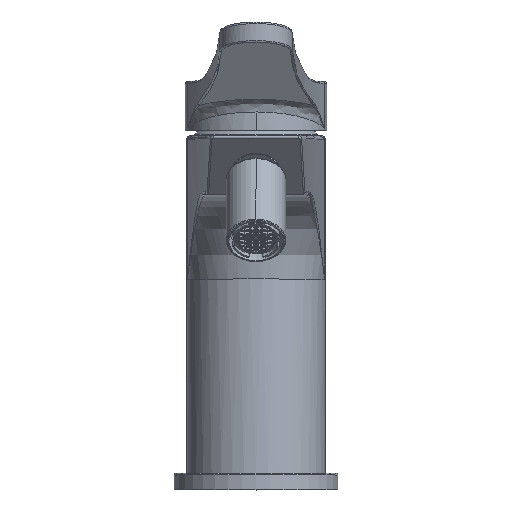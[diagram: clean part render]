
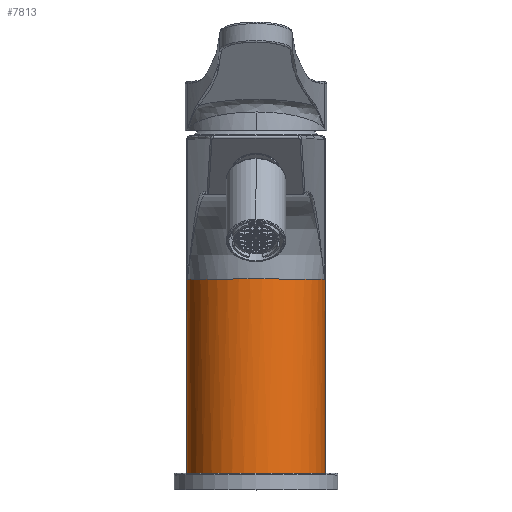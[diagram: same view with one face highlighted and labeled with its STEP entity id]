
A CAD part, top view. The second image highlights one B-rep face of the part: STEP entity #7813.
In plain terms, the highlighted cylindrical face has radius 21 mm (diameter 42 mm), a partial arc.
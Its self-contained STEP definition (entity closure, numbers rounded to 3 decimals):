
#21=CARTESIAN_POINT('',(0.,137.,0.));
#22=DIRECTION('',(0.,-1.,0.));
#23=DIRECTION('',(-1.,0.,0.));
#24=AXIS2_PLACEMENT_3D('',#21,#22,#23);
#1203=CARTESIAN_POINT('',(-20.826,137.,2.696));
#1299=DIRECTION('',(0.,-1.,0.));
#1300=VECTOR('',#1299,42.5);
#1301=CARTESIAN_POINT('',(20.826,137.,2.696));
#1302=LINE('',#1301,#1300);
#1444=CARTESIAN_POINT('',(-20.826,94.5,2.696));
#1446=DIRECTION('',(0.,1.,0.));
#1447=VECTOR('',#1446,42.5);
#1448=CARTESIAN_POINT('',(-20.826,94.5,2.696));
#1449=LINE('',#1448,#1447);
#2544=CARTESIAN_POINT('',(0.,35.5,0.));
#2545=DIRECTION('',(0.,1.,0.));
#2546=DIRECTION('',(-1.,0.,0.));
#2547=AXIS2_PLACEMENT_3D('',#2544,#2545,#2546);
#2549=DIRECTION('',(0.,1.,0.));
#2550=VECTOR('',#2549,101.5);
#2551=CARTESIAN_POINT('',(-21.,35.5,0.));
#2552=LINE('',#2551,#2550);
#2553=DIRECTION('',(0.,1.,0.));
#2554=VECTOR('',#2553,0.2);
#2555=CARTESIAN_POINT('',(0.,137.,-21.));
#2556=LINE('',#2555,#2554);
#2557=CARTESIAN_POINT('',(0.,137.2,0.));
#2558=DIRECTION('',(0.,-1.,0.));
#2559=DIRECTION('',(-0.987,0.,0.158));
#2560=AXIS2_PLACEMENT_3D('',#2557,#2558,#2559);
#2562=CARTESIAN_POINT('',(-20.826,137.,2.696));
#2563=CARTESIAN_POINT('',(-20.813,137.034,2.8));
#2564=CARTESIAN_POINT('',(-20.784,137.1,3.008));
#2565=CARTESIAN_POINT('',(-20.753,137.167,3.214));
#2566=CARTESIAN_POINT('',(-20.736,137.2,3.317));
#2568=CARTESIAN_POINT('',(0.,94.5,0.));
#2569=DIRECTION('',(0.,1.,0.));
#2570=DIRECTION('',(-0.992,0.,0.128));
#2571=AXIS2_PLACEMENT_3D('',#2568,#2569,#2570);
#2573=CARTESIAN_POINT('',(0.,137.,0.));
#2574=DIRECTION('',(0.,-1.,0.));
#2575=DIRECTION('',(1.,0.,0.));
#2576=AXIS2_PLACEMENT_3D('',#2573,#2574,#2575);
#2578=DIRECTION('',(0.,1.,0.));
#2579=VECTOR('',#2578,101.5);
#2580=CARTESIAN_POINT('',(21.,35.5,0.));
#2581=LINE('',#2580,#2579);
#2692=CARTESIAN_POINT('',(-21.,137.,0.));
#2693=CARTESIAN_POINT('',(0.,137.,-21.));
#2694=VERTEX_POINT('',#2692);
#2695=VERTEX_POINT('',#2693);
#2786=VERTEX_POINT('',#1444);
#2788=CARTESIAN_POINT('',(20.826,94.5,2.696));
#2789=VERTEX_POINT('',#2788);
#2812=VERTEX_POINT('',#1203);
#2814=CARTESIAN_POINT('',(21.,137.,0.));
#2815=CARTESIAN_POINT('',(20.826,137.,2.696));
#2816=VERTEX_POINT('',#2814);
#2817=VERTEX_POINT('',#2815);
#2882=CARTESIAN_POINT('',(0.,137.2,-21.));
#2884=VERTEX_POINT('',#2882);
#2886=CARTESIAN_POINT('',(-20.736,137.2,3.317));
#2887=VERTEX_POINT('',#2886);
#3045=CARTESIAN_POINT('',(21.,35.5,0.));
#3046=CARTESIAN_POINT('',(-21.,35.5,0.));
#3047=VERTEX_POINT('',#3045);
#3048=VERTEX_POINT('',#3046);
#7795=CARTESIAN_POINT('',(0.,-6.9,0.));
#7796=DIRECTION('',(0.,1.,0.));
#7797=DIRECTION('',(1.,0.,0.));
#7798=AXIS2_PLACEMENT_3D('',#7795,#7796,#7797);
#7799=CYLINDRICAL_SURFACE('',#7798,21.);
#7800=ORIENTED_EDGE('',*,*,#3079,.F.);
#7801=ORIENTED_EDGE('',*,*,#3068,.T.);
#7802=ORIENTED_EDGE('',*,*,#3066,.T.);
#7803=ORIENTED_EDGE('',*,*,#3064,.T.);
#7804=ORIENTED_EDGE('',*,*,#4823,.F.);
#7805=ORIENTED_EDGE('',*,*,#4919,.F.);
#7806=ORIENTED_EDGE('',*,*,#5857,.F.);
#7807=ORIENTED_EDGE('',*,*,#5741,.T.);
#7808=ORIENTED_EDGE('',*,*,#5483,.F.);
#7809=ORIENTED_EDGE('',*,*,#3058,.F.);
#7810=ORIENTED_EDGE('',*,*,#3056,.F.);
#7811=EDGE_LOOP('',(#7800,#7801,#7802,#7803,#7804,#7805,#7806,#7807,#7808,#7809,
#7810));
#7812=FACE_OUTER_BOUND('',#7811,.F.);
#7813=ADVANCED_FACE('',(#7812),#7799,.T.);
#25=CIRCLE('',#24,21.);
#2548=CIRCLE('',#2547,21.);
#2561=CIRCLE('',#2560,21.);
#2567=B_SPLINE_CURVE_WITH_KNOTS('',3,(#2562,#2563,#2564,#2565,#2566),
.UNSPECIFIED.,.F.,.F.,(4,1,4),(0.,0.5,1.),.UNSPECIFIED.);
#2572=CIRCLE('',#2571,21.);
#2577=CIRCLE('',#2576,21.);
#3056=EDGE_CURVE('',#3047,#2816,#2581,.T.);
#3058=EDGE_CURVE('',#2816,#2817,#2577,.T.);
#3064=EDGE_CURVE('',#2695,#2884,#2556,.T.);
#3066=EDGE_CURVE('',#2694,#2695,#25,.T.);
#3068=EDGE_CURVE('',#3048,#2694,#2552,.T.);
#3079=EDGE_CURVE('',#3048,#3047,#2548,.T.);
#4823=EDGE_CURVE('',#2887,#2884,#2561,.T.);
#4919=EDGE_CURVE('',#2812,#2887,#2567,.T.);
#5483=EDGE_CURVE('',#2817,#2789,#1302,.T.);
#5741=EDGE_CURVE('',#2786,#2789,#2572,.T.);
#5857=EDGE_CURVE('',#2786,#2812,#1449,.T.);
